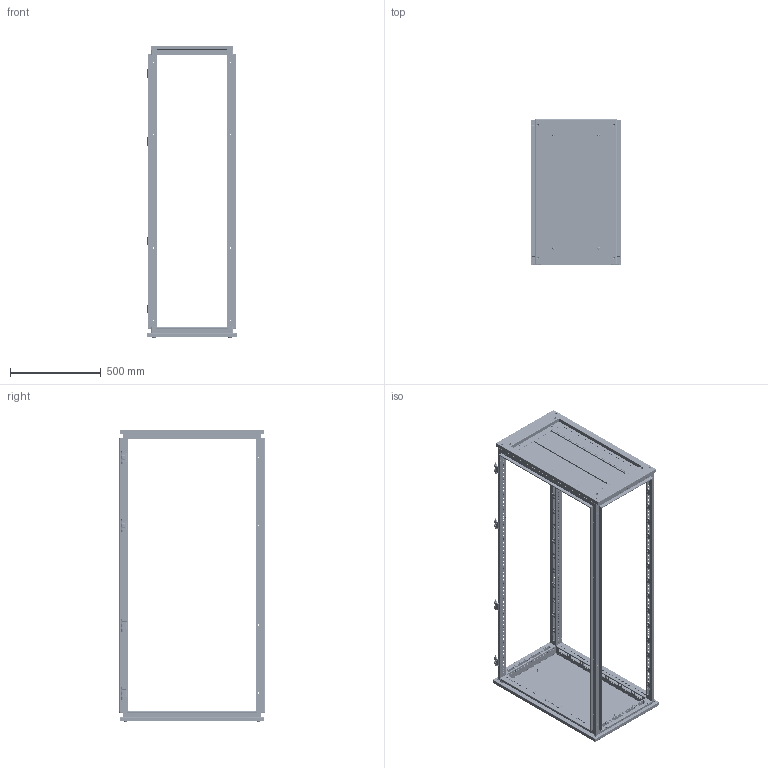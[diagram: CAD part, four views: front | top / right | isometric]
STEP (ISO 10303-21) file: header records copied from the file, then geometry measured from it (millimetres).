
FILE_DESCRIPTION (( 'STEP AP203' ), '1' );
FILE_NAME ('R5KTB85+R5KMDR16.step', '2011-02-16T14:51:45', ( 'User' ), ( 'DKC' ), 'SwSTEP 2.0', 'SolidWorks 2010', '' );
FILE_SCHEMA (( 'CONFIG_CONTROL_DESIGN' ));
Products named in the file (23): Sviluppo tetto da_800x500; AC00C469D_Default; AC00C469S_Default; Button head screw with recessed hexahedron M12 x 20 _ISO 7380 - M12 x 20 --- 20S; Traversa frontale per quadro largh._800; Traversa laterale per quadro prof_500; land; sealant for base_800x500; Assem roof_KTB85; Acc00c561_Default; Flange nut M6_ISO 7044-M6-S; Capscrew with recessed hexahedron M6 x 10_ISO 4762 M6 x 10 --- 10S; Traversa inferiore tenuta fondo_500; Fondo per quadro da_800x145; Fondo per quadro da_800x95; Lamiera laterale per fondo da_500; Lamiera trasversale per fondo da_800; Assem base_KTB85; R5KTB85+R5KMDR16; Montante per quadro_1600; end-cap; AC00C254_Default; cerniera DAE_Default
Assembly tree (64 placements, depth 3):
  R5KTB85+R5KMDR16
    AC00C254_Default  x4
    cerniera DAE_Default  x4
    Assem roof_KTB85
      Traversa laterale per quadro prof_500  x2
      Traversa frontale per quadro largh._800  x2
      land  x2
      AC00C469S_Default  x2
      Button head screw with recessed hexahedron M12 x 20 _ISO 7380 - M12 x 20 --- 20S  x4
      sealant for base_800x500
      AC00C469D_Default  x2
      Sviluppo tetto da_800x500
      end-cap  x2
    Montante per quadro_1600  x4
    Assem base_KTB85
      Lamiera trasversale per fondo da_800  x2
      Fondo per quadro da_800x95
      Capscrew with recessed hexahedron M6 x 10_ISO 4762 M6 x 10 --- 10S  x4
      Traversa inferiore tenuta fondo_500  x2
      Lamiera laterale per fondo da_500  x2
      AC00C469D_Default  x2
      Traversa frontale per quadro largh._800  x2
      AC00C469S_Default  x2
      Flange nut M6_ISO 7044-M6-S  x4
      Fondo per quadro da_800x145  x2
      Acc00c561_Default  x6
      Traversa laterale per quadro prof_500  x2
      sealant for base_800x500
Bounding box: 499 x 800.5 x 1614.1 mm (x, y, z)
Volume: 5165788.5 mm3; surface area: 6258762.4 mm2
Topology: 64 solids, 64 shells, 12528 faces, 34080 edges, 21852 vertices
Faces by surface type: plane 6560, cylinder 3754, cone 1216, bspline 702, torus 200, sphere 96
Entity records: 128321 total; most frequent: CARTESIAN_POINT 34691, ORIENTED_EDGE 19398, DIRECTION 17757, EDGE_CURVE 9699, VERTEX_POINT 6224, LINE 6011, VECTOR 6011, AXIS2_PLACEMENT_3D 5873
